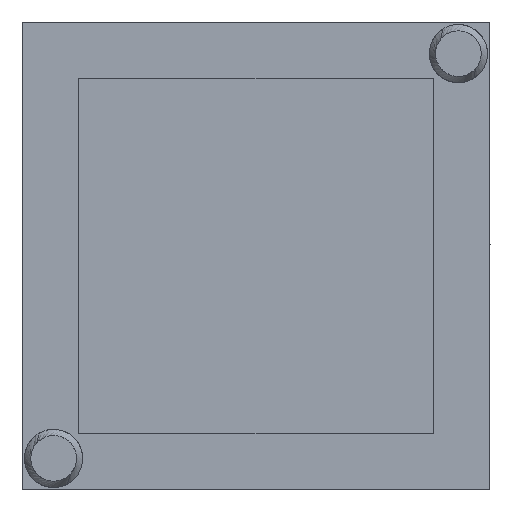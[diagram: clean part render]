
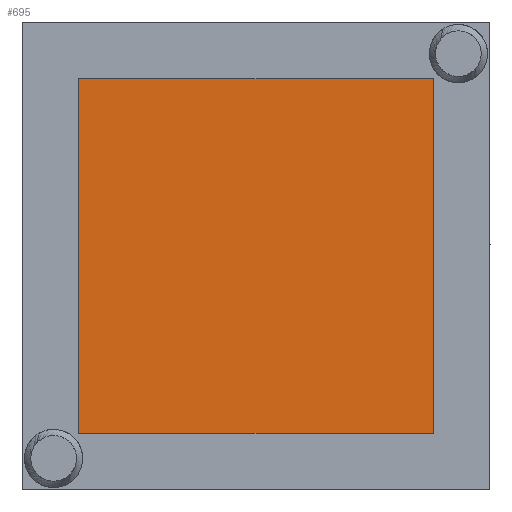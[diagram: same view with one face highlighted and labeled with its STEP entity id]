
A CAD part, left-side view. The second image highlights one B-rep face of the part: STEP entity #695.
In plain terms, the highlighted planar face has unit normal (-1, 0, 0).
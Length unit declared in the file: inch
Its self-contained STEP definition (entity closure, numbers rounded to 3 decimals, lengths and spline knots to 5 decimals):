
#63 = VERTEX_POINT ( 'NONE', #1123 ) ;
#99 = LINE ( 'NONE', #1234, #1111 ) ;
#105 = LINE ( 'NONE', #417, #1068 ) ;
#133 = EDGE_CURVE ( 'NONE', #63, #804, #253, .T. ) ;
#173 = EDGE_CURVE ( 'NONE', #1097, #63, #351, .T. ) ;
#194 = VECTOR ( 'NONE', #942, 39.37008 ) ;
#206 = DIRECTION ( 'NONE',  ( -1., 0., 0. ) ) ;
#228 = DIRECTION ( 'NONE',  ( 0., 0., -1. ) ) ;
#253 = LINE ( 'NONE', #741, #194 ) ;
#312 = AXIS2_PLACEMENT_3D ( 'NONE', #1010, #206, #806 ) ;
#325 = ORIENTED_EDGE ( 'NONE', *, *, #173, .T. ) ;
#351 = LINE ( 'NONE', #643, #1104 ) ;
#400 = PLANE ( 'NONE',  #312 ) ;
#413 = DIRECTION ( 'NONE',  ( 0., 1., 0. ) ) ;
#417 = CARTESIAN_POINT ( 'NONE',  ( 0.085, 0.0925, 0.1625 ) ) ;
#643 = CARTESIAN_POINT ( 'NONE',  ( 0.085, 0.0925, 0.0225 ) ) ;
#678 = CARTESIAN_POINT ( 'NONE',  ( 0.085, 0.0225, 0.1625 ) ) ;
#695 = ADVANCED_FACE ( 'NONE', ( #1307 ), #400, .T. ) ;
#717 = CARTESIAN_POINT ( 'NONE',  ( 0.085, 0.1625, 0.0225 ) ) ;
#738 = CARTESIAN_POINT ( 'NONE',  ( 0.085, 0.1625, 0.1625 ) ) ;
#741 = CARTESIAN_POINT ( 'NONE',  ( 0.085, 0.0225, 0.0925 ) ) ;
#804 = VERTEX_POINT ( 'NONE', #678 ) ;
#806 = DIRECTION ( 'NONE',  ( 0., -1., 0. ) ) ;
#841 = ORIENTED_EDGE ( 'NONE', *, *, #133, .T. ) ;
#942 = DIRECTION ( 'NONE',  ( 0., 0., 1. ) ) ;
#984 = ORIENTED_EDGE ( 'NONE', *, *, #1022, .T. ) ;
#1006 = EDGE_LOOP ( 'NONE', ( #1072, #984, #325, #841 ) ) ;
#1010 = CARTESIAN_POINT ( 'NONE',  ( 0.085, 0.1625, 0.0225 ) ) ;
#1022 = EDGE_CURVE ( 'NONE', #1095, #1097, #99, .T. ) ;
#1054 = DIRECTION ( 'NONE',  ( 0., -1., 0. ) ) ;
#1068 = VECTOR ( 'NONE', #413, 39.37008 ) ;
#1072 = ORIENTED_EDGE ( 'NONE', *, *, #1075, .T. ) ;
#1075 = EDGE_CURVE ( 'NONE', #804, #1095, #105, .T. ) ;
#1095 = VERTEX_POINT ( 'NONE', #738 ) ;
#1097 = VERTEX_POINT ( 'NONE', #717 ) ;
#1104 = VECTOR ( 'NONE', #1054, 39.37008 ) ;
#1111 = VECTOR ( 'NONE', #228, 39.37008 ) ;
#1123 = CARTESIAN_POINT ( 'NONE',  ( 0.085, 0.0225, 0.0225 ) ) ;
#1234 = CARTESIAN_POINT ( 'NONE',  ( 0.085, 0.1625, 0.0925 ) ) ;
#1307 = FACE_OUTER_BOUND ( 'NONE', #1006, .T. ) ;
